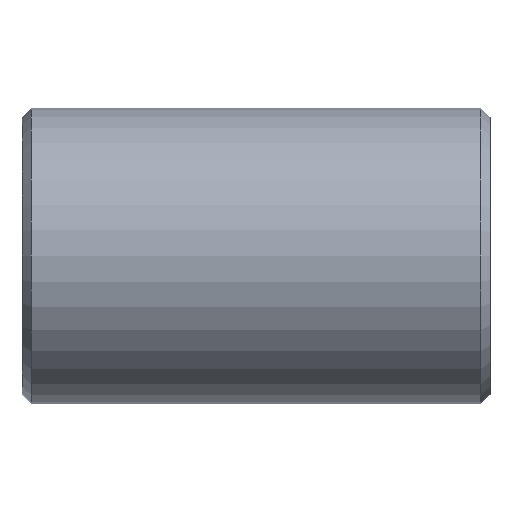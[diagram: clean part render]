
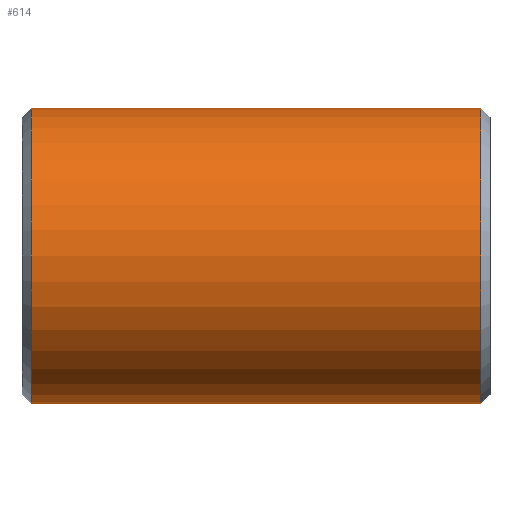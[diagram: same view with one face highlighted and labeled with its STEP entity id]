
A CAD part, front view. The second image highlights one B-rep face of the part: STEP entity #614.
In plain terms, the highlighted cylindrical face has radius 136.525 mm (diameter 273.05 mm), a partial arc.
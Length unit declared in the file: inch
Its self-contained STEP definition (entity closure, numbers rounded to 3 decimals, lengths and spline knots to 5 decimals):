
#5 = CARTESIAN_POINT ( 'NONE',  ( 8.16667, 0., -5.375 ) ) ;
#25 = DIRECTION ( 'NONE',  ( -1., 0., 0. ) ) ;
#29 = CARTESIAN_POINT ( 'NONE',  ( -8.16667, 0., -5.375 ) ) ;
#30 = EDGE_CURVE ( 'NONE', #785, #547, #725, .T. ) ;
#37 = DIRECTION ( 'NONE',  ( 1., 0., 0. ) ) ;
#41 = DIRECTION ( 'NONE',  ( 0., 0., 1. ) ) ;
#68 = DIRECTION ( 'NONE',  ( -1., 0., 0. ) ) ;
#74 = CYLINDRICAL_SURFACE ( 'NONE', #136, 5.375 ) ;
#94 = VERTEX_POINT ( 'NONE', #252 ) ;
#125 = DIRECTION ( 'NONE',  ( 0., 0., -1. ) ) ;
#136 = AXIS2_PLACEMENT_3D ( 'NONE', #782, #25, #148 ) ;
#139 = ORIENTED_EDGE ( 'NONE', *, *, #317, .T. ) ;
#148 = DIRECTION ( 'NONE',  ( 0., 0., 1. ) ) ;
#160 = CARTESIAN_POINT ( 'NONE',  ( 8.16667, 0., 5.375 ) ) ;
#220 = CIRCLE ( 'NONE', #685, 5.375 ) ;
#228 = CARTESIAN_POINT ( 'NONE',  ( 8.5, 0., -5.375 ) ) ;
#252 = CARTESIAN_POINT ( 'NONE',  ( -8.16667, 0., 5.375 ) ) ;
#255 = AXIS2_PLACEMENT_3D ( 'NONE', #422, #37, #41 ) ;
#263 = ORIENTED_EDGE ( 'NONE', *, *, #808, .T. ) ;
#281 = DIRECTION ( 'NONE',  ( -1., 0., 0. ) ) ;
#294 = EDGE_CURVE ( 'NONE', #94, #547, #617, .T. ) ;
#317 = EDGE_CURVE ( 'NONE', #567, #94, #498, .T. ) ;
#365 = VECTOR ( 'NONE', #281, 39.37008 ) ;
#422 = CARTESIAN_POINT ( 'NONE',  ( -8.16667, 0., 0. ) ) ;
#446 = ORIENTED_EDGE ( 'NONE', *, *, #30, .F. ) ;
#463 = EDGE_LOOP ( 'NONE', ( #446, #263, #139, #639 ) ) ;
#495 = VECTOR ( 'NONE', #681, 39.37008 ) ;
#498 = LINE ( 'NONE', #555, #495 ) ;
#547 = VERTEX_POINT ( 'NONE', #29 ) ;
#555 = CARTESIAN_POINT ( 'NONE',  ( 8.5, 0., 5.375 ) ) ;
#567 = VERTEX_POINT ( 'NONE', #160 ) ;
#614 = ADVANCED_FACE ( 'NONE', ( #651 ), #74, .T. ) ;
#617 = CIRCLE ( 'NONE', #255, 5.375 ) ;
#639 = ORIENTED_EDGE ( 'NONE', *, *, #294, .T. ) ;
#651 = FACE_OUTER_BOUND ( 'NONE', #463, .T. ) ;
#681 = DIRECTION ( 'NONE',  ( -1., 0., 0. ) ) ;
#685 = AXIS2_PLACEMENT_3D ( 'NONE', #820, #68, #125 ) ;
#725 = LINE ( 'NONE', #228, #365 ) ;
#782 = CARTESIAN_POINT ( 'NONE',  ( 8.5, 0., 0. ) ) ;
#785 = VERTEX_POINT ( 'NONE', #5 ) ;
#808 = EDGE_CURVE ( 'NONE', #785, #567, #220, .T. ) ;
#820 = CARTESIAN_POINT ( 'NONE',  ( 8.16667, 0., 0. ) ) ;
